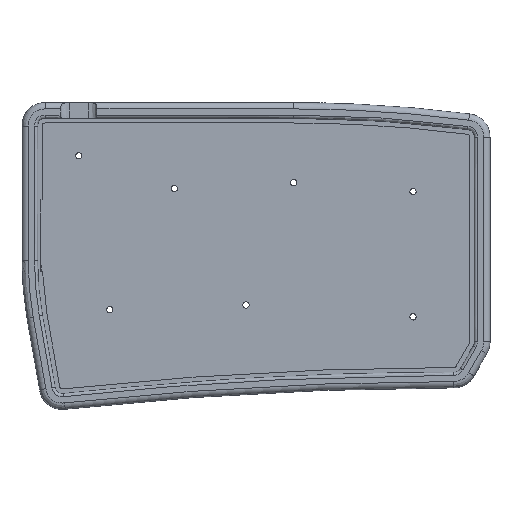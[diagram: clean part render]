
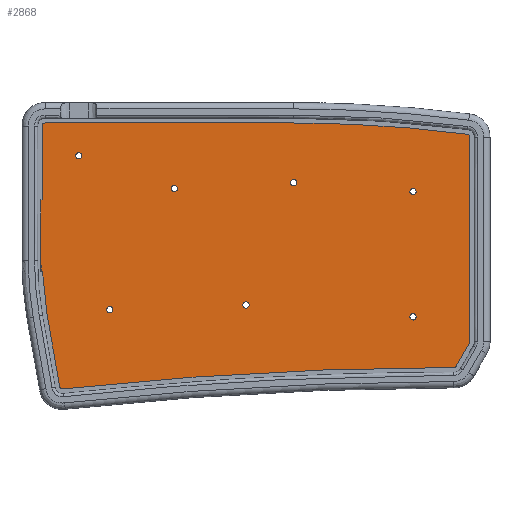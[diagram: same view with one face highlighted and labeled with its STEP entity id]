
A CAD part, top view. The second image highlights one B-rep face of the part: STEP entity #2868.
In plain terms, the highlighted planar face has unit normal (0, 0, 1).
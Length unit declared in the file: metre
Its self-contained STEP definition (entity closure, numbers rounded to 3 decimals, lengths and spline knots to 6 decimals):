
#81=CIRCLE('',#3048,0.001);
#82=CIRCLE('',#3049,0.001);
#83=CIRCLE('',#3050,0.001);
#84=CIRCLE('',#3051,0.001);
#85=CIRCLE('',#3052,0.001);
#86=CIRCLE('',#3053,0.001);
#87=CIRCLE('',#3054,0.001);
#190=PLANE('',#3047);
#382=B_SPLINE_CURVE_WITH_KNOTS('',3,(#7017,#7018,#7019,#7020),
 .UNSPECIFIED.,.F.,.F.,(4,4),(0.,1.),.UNSPECIFIED.);
#383=B_SPLINE_CURVE_WITH_KNOTS('',3,(#7023,#7024,#7025,#7026),
 .UNSPECIFIED.,.F.,.F.,(4,4),(0.,1.),.UNSPECIFIED.);
#384=B_SPLINE_CURVE_WITH_KNOTS('',3,(#7028,#7029,#7030,#7031),
 .UNSPECIFIED.,.F.,.F.,(4,4),(0.,1.),.UNSPECIFIED.);
#385=B_SPLINE_CURVE_WITH_KNOTS('',3,(#7033,#7034,#7035,#7036),
 .UNSPECIFIED.,.F.,.F.,(4,4),(0.,1.),.UNSPECIFIED.);
#386=B_SPLINE_CURVE_WITH_KNOTS('',3,(#7038,#7039,#7040,#7041),
 .UNSPECIFIED.,.F.,.F.,(4,4),(0.,1.),.UNSPECIFIED.);
#387=B_SPLINE_CURVE_WITH_KNOTS('',3,(#7043,#7044,#7045,#7046),
 .UNSPECIFIED.,.F.,.F.,(4,4),(0.,1.),.UNSPECIFIED.);
#388=B_SPLINE_CURVE_WITH_KNOTS('',3,(#7048,#7049,#7050,#7051),
 .UNSPECIFIED.,.F.,.F.,(4,4),(0.,1.),.UNSPECIFIED.);
#389=B_SPLINE_CURVE_WITH_KNOTS('',3,(#7053,#7054,#7055,#7056),
 .UNSPECIFIED.,.F.,.F.,(4,4),(0.,1.),.UNSPECIFIED.);
#390=B_SPLINE_CURVE_WITH_KNOTS('',3,(#7058,#7059,#7060,#7061),
 .UNSPECIFIED.,.F.,.F.,(4,4),(0.,1.),.UNSPECIFIED.);
#391=B_SPLINE_CURVE_WITH_KNOTS('',3,(#7063,#7064,#7065,#7066),
 .UNSPECIFIED.,.F.,.F.,(4,4),(0.,1.),.UNSPECIFIED.);
#392=B_SPLINE_CURVE_WITH_KNOTS('',3,(#7068,#7069,#7070,#7071),
 .UNSPECIFIED.,.F.,.F.,(4,4),(0.,1.),.UNSPECIFIED.);
#393=B_SPLINE_CURVE_WITH_KNOTS('',3,(#7073,#7074,#7075,#7076),
 .UNSPECIFIED.,.F.,.F.,(4,4),(0.,1.),.UNSPECIFIED.);
#394=B_SPLINE_CURVE_WITH_KNOTS('',3,(#7078,#7079,#7080,#7081),
 .UNSPECIFIED.,.F.,.F.,(4,4),(0.,1.),.UNSPECIFIED.);
#998=ORIENTED_EDGE('',*,*,#1563,.T.);
#999=ORIENTED_EDGE('',*,*,#1564,.T.);
#1000=ORIENTED_EDGE('',*,*,#1565,.T.);
#1001=ORIENTED_EDGE('',*,*,#1566,.T.);
#1002=ORIENTED_EDGE('',*,*,#1567,.T.);
#1003=ORIENTED_EDGE('',*,*,#1568,.T.);
#1004=ORIENTED_EDGE('',*,*,#1569,.T.);
#1005=ORIENTED_EDGE('',*,*,#1570,.T.);
#1006=ORIENTED_EDGE('',*,*,#1571,.T.);
#1007=ORIENTED_EDGE('',*,*,#1572,.T.);
#1008=ORIENTED_EDGE('',*,*,#1573,.T.);
#1009=ORIENTED_EDGE('',*,*,#1574,.T.);
#1010=ORIENTED_EDGE('',*,*,#1575,.T.);
#1011=ORIENTED_EDGE('',*,*,#1576,.T.);
#1012=ORIENTED_EDGE('',*,*,#1577,.T.);
#1013=ORIENTED_EDGE('',*,*,#1578,.T.);
#1014=ORIENTED_EDGE('',*,*,#1579,.T.);
#1015=ORIENTED_EDGE('',*,*,#1580,.T.);
#1016=ORIENTED_EDGE('',*,*,#1581,.T.);
#1017=ORIENTED_EDGE('',*,*,#1582,.T.);
#1563=EDGE_CURVE('',#1857,#1857,#81,.F.);
#1564=EDGE_CURVE('',#1858,#1858,#82,.F.);
#1565=EDGE_CURVE('',#1859,#1859,#83,.F.);
#1566=EDGE_CURVE('',#1860,#1860,#84,.F.);
#1567=EDGE_CURVE('',#1861,#1861,#85,.F.);
#1568=EDGE_CURVE('',#1862,#1862,#86,.F.);
#1569=EDGE_CURVE('',#1863,#1863,#87,.F.);
#1570=EDGE_CURVE('',#1864,#1865,#382,.T.);
#1571=EDGE_CURVE('',#1865,#1866,#383,.T.);
#1572=EDGE_CURVE('',#1866,#1867,#384,.T.);
#1573=EDGE_CURVE('',#1867,#1868,#385,.T.);
#1574=EDGE_CURVE('',#1868,#1869,#386,.T.);
#1575=EDGE_CURVE('',#1869,#1870,#387,.T.);
#1576=EDGE_CURVE('',#1870,#1871,#388,.T.);
#1577=EDGE_CURVE('',#1871,#1872,#389,.T.);
#1578=EDGE_CURVE('',#1872,#1873,#390,.T.);
#1579=EDGE_CURVE('',#1873,#1874,#391,.T.);
#1580=EDGE_CURVE('',#1874,#1875,#392,.T.);
#1581=EDGE_CURVE('',#1875,#1876,#393,.T.);
#1582=EDGE_CURVE('',#1876,#1864,#394,.T.);
#1857=VERTEX_POINT('',#7004);
#1858=VERTEX_POINT('',#7006);
#1859=VERTEX_POINT('',#7008);
#1860=VERTEX_POINT('',#7010);
#1861=VERTEX_POINT('',#7012);
#1862=VERTEX_POINT('',#7014);
#1863=VERTEX_POINT('',#7016);
#1864=VERTEX_POINT('',#7021);
#1865=VERTEX_POINT('',#7022);
#1866=VERTEX_POINT('',#7027);
#1867=VERTEX_POINT('',#7032);
#1868=VERTEX_POINT('',#7037);
#1869=VERTEX_POINT('',#7042);
#1870=VERTEX_POINT('',#7047);
#1871=VERTEX_POINT('',#7052);
#1872=VERTEX_POINT('',#7057);
#1873=VERTEX_POINT('',#7062);
#1874=VERTEX_POINT('',#7067);
#1875=VERTEX_POINT('',#7072);
#1876=VERTEX_POINT('',#7077);
#2271=EDGE_LOOP('',(#998));
#2272=EDGE_LOOP('',(#999));
#2273=EDGE_LOOP('',(#1000));
#2274=EDGE_LOOP('',(#1001));
#2275=EDGE_LOOP('',(#1002));
#2276=EDGE_LOOP('',(#1003));
#2277=EDGE_LOOP('',(#1004));
#2278=EDGE_LOOP('',(#1005,#1006,#1007,#1008,#1009,#1010,#1011,#1012,#1013,
#1014,#1015,#1016,#1017));
#2533=FACE_BOUND('',#2271,.T.);
#2534=FACE_BOUND('',#2272,.T.);
#2535=FACE_BOUND('',#2273,.T.);
#2536=FACE_BOUND('',#2274,.T.);
#2537=FACE_BOUND('',#2275,.T.);
#2538=FACE_BOUND('',#2276,.T.);
#2539=FACE_BOUND('',#2277,.T.);
#2540=FACE_BOUND('',#2278,.T.);
#2868=ADVANCED_FACE('',(#2533,#2534,#2535,#2536,#2537,#2538,#2539,#2540),
#190,.T.);
#3047=AXIS2_PLACEMENT_3D('',#7002,#3425,#3426);
#3048=AXIS2_PLACEMENT_3D('',#7003,#3427,#3428);
#3049=AXIS2_PLACEMENT_3D('',#7005,#3429,#3430);
#3050=AXIS2_PLACEMENT_3D('',#7007,#3431,#3432);
#3051=AXIS2_PLACEMENT_3D('',#7009,#3433,#3434);
#3052=AXIS2_PLACEMENT_3D('',#7011,#3435,#3436);
#3053=AXIS2_PLACEMENT_3D('',#7013,#3437,#3438);
#3054=AXIS2_PLACEMENT_3D('',#7015,#3439,#3440);
#3425=DIRECTION('',(0.,0.,1.));
#3426=DIRECTION('',(1.,0.,0.));
#3427=DIRECTION('',(0.,0.,1.));
#3428=DIRECTION('',(1.,0.,0.));
#3429=DIRECTION('',(0.,0.,1.));
#3430=DIRECTION('',(1.,0.,0.));
#3431=DIRECTION('',(0.,0.,1.));
#3432=DIRECTION('',(1.,0.,0.));
#3433=DIRECTION('',(0.,0.,1.));
#3434=DIRECTION('',(1.,0.,0.));
#3435=DIRECTION('',(0.,0.,1.));
#3436=DIRECTION('',(1.,0.,0.));
#3437=DIRECTION('',(0.,0.,1.));
#3438=DIRECTION('',(1.,0.,0.));
#3439=DIRECTION('',(0.,0.,1.));
#3440=DIRECTION('',(1.,0.,0.));
#7002=CARTESIAN_POINT('',(0.083217,-0.002215,-0.013));
#7003=CARTESIAN_POINT('',(0.09525,0.021217,-0.013));
#7004=CARTESIAN_POINT('',(0.09625,0.021217,-0.013));
#7005=CARTESIAN_POINT('',(0.05715,0.019312,-0.013));
#7006=CARTESIAN_POINT('',(0.05815,0.019312,-0.013));
#7007=CARTESIAN_POINT('',(0.026654,0.029804,-0.013));
#7008=CARTESIAN_POINT('',(0.027654,0.029804,-0.013));
#7009=CARTESIAN_POINT('',(0.13335,-0.021646,-0.013));
#7010=CARTESIAN_POINT('',(0.13435,-0.021646,-0.013));
#7011=CARTESIAN_POINT('',(0.13335,0.018359,-0.013));
#7012=CARTESIAN_POINT('',(0.13435,0.018359,-0.013));
#7013=CARTESIAN_POINT('',(0.08001,-0.017836,-0.013));
#7014=CARTESIAN_POINT('',(0.08101,-0.017836,-0.013));
#7015=CARTESIAN_POINT('',(0.036526,-0.019333,-0.013));
#7016=CARTESIAN_POINT('',(0.037526,-0.019333,-0.013));
#7017=CARTESIAN_POINT('',(0.016018,0.040734,-0.013));
#7018=CARTESIAN_POINT('',(0.014962,0.040734,-0.013));
#7019=CARTESIAN_POINT('',(0.014518,0.040293,-0.013));
#7020=CARTESIAN_POINT('',(0.014518,0.039234,-0.013));
#7021=CARTESIAN_POINT('',(0.016018,0.040734,-0.013));
#7022=CARTESIAN_POINT('',(0.014518,0.039234,-0.013));
#7023=CARTESIAN_POINT('',(0.014518,0.039234,-0.013));
#7024=CARTESIAN_POINT('',(0.014518,0.024894,-0.013));
#7025=CARTESIAN_POINT('',(0.014518,0.010553,-0.013));
#7026=CARTESIAN_POINT('',(0.014518,-0.003787,-0.013));
#7027=CARTESIAN_POINT('',(0.014518,-0.003787,-0.013));
#7028=CARTESIAN_POINT('',(0.014518,-0.003787,-0.013));
#7029=CARTESIAN_POINT('',(0.014518,-0.009591,-0.013));
#7030=CARTESIAN_POINT('',(0.015022,-0.01535,-0.013));
#7031=CARTESIAN_POINT('',(0.01603,-0.021065,-0.013));
#7032=CARTESIAN_POINT('',(0.01603,-0.021065,-0.013));
#7033=CARTESIAN_POINT('',(0.01603,-0.021065,-0.013));
#7034=CARTESIAN_POINT('',(0.017373,-0.028682,-0.013));
#7035=CARTESIAN_POINT('',(0.018716,-0.036299,-0.013));
#7036=CARTESIAN_POINT('',(0.020059,-0.043915,-0.013));
#7037=CARTESIAN_POINT('',(0.020059,-0.043915,-0.013));
#7038=CARTESIAN_POINT('',(0.020059,-0.043915,-0.013));
#7039=CARTESIAN_POINT('',(0.02023,-0.044884,-0.013));
#7040=CARTESIAN_POINT('',(0.020719,-0.045252,-0.013));
#7041=CARTESIAN_POINT('',(0.021698,-0.045146,-0.013));
#7042=CARTESIAN_POINT('',(0.021698,-0.045146,-0.013));
#7043=CARTESIAN_POINT('',(0.021698,-0.045146,-0.013));
#7044=CARTESIAN_POINT('',(0.06311,-0.040651,-0.013));
#7045=CARTESIAN_POINT('',(0.104644,-0.038369,-0.013));
#7046=CARTESIAN_POINT('',(0.146299,-0.0383,-0.013));
#7047=CARTESIAN_POINT('',(0.146299,-0.0383,-0.013));
#7048=CARTESIAN_POINT('',(0.146299,-0.0383,-0.013));
#7049=CARTESIAN_POINT('',(0.14689,-0.038299,-0.013));
#7050=CARTESIAN_POINT('',(0.147301,-0.03806,-0.013));
#7051=CARTESIAN_POINT('',(0.147595,-0.03755,-0.013));
#7052=CARTESIAN_POINT('',(0.147595,-0.03755,-0.013));
#7053=CARTESIAN_POINT('',(0.147595,-0.03755,-0.013));
#7054=CARTESIAN_POINT('',(0.148968,-0.035175,-0.013));
#7055=CARTESIAN_POINT('',(0.150341,-0.032799,-0.013));
#7056=CARTESIAN_POINT('',(0.151714,-0.030423,-0.013));
#7057=CARTESIAN_POINT('',(0.151714,-0.030423,-0.013));
#7058=CARTESIAN_POINT('',(0.151714,-0.030423,-0.013));
#7059=CARTESIAN_POINT('',(0.151848,-0.030191,-0.013));
#7060=CARTESIAN_POINT('',(0.151915,-0.029941,-0.013));
#7061=CARTESIAN_POINT('',(0.151915,-0.029673,-0.013));
#7062=CARTESIAN_POINT('',(0.151915,-0.029673,-0.013));
#7063=CARTESIAN_POINT('',(0.151915,-0.029673,-0.013));
#7064=CARTESIAN_POINT('',(0.151915,-0.007891,-0.013));
#7065=CARTESIAN_POINT('',(0.151915,0.01389,-0.013));
#7066=CARTESIAN_POINT('',(0.151915,0.035671,-0.013));
#7067=CARTESIAN_POINT('',(0.151915,0.035671,-0.013));
#7068=CARTESIAN_POINT('',(0.151915,0.035671,-0.013));
#7069=CARTESIAN_POINT('',(0.151915,0.036591,-0.013));
#7070=CARTESIAN_POINT('',(0.15152,0.03704,-0.013));
#7071=CARTESIAN_POINT('',(0.150608,0.037158,-0.013));
#7072=CARTESIAN_POINT('',(0.150608,0.037158,-0.013));
#7073=CARTESIAN_POINT('',(0.150608,0.037158,-0.013));
#7074=CARTESIAN_POINT('',(0.132232,0.039542,-0.013));
#7075=CARTESIAN_POINT('',(0.11378,0.040734,-0.013));
#7076=CARTESIAN_POINT('',(0.09525,0.040734,-0.013));
#7077=CARTESIAN_POINT('',(0.09525,0.040734,-0.013));
#7078=CARTESIAN_POINT('',(0.09525,0.040734,-0.013));
#7079=CARTESIAN_POINT('',(0.068839,0.040734,-0.013));
#7080=CARTESIAN_POINT('',(0.042429,0.040734,-0.013));
#7081=CARTESIAN_POINT('',(0.016018,0.040734,-0.013));
